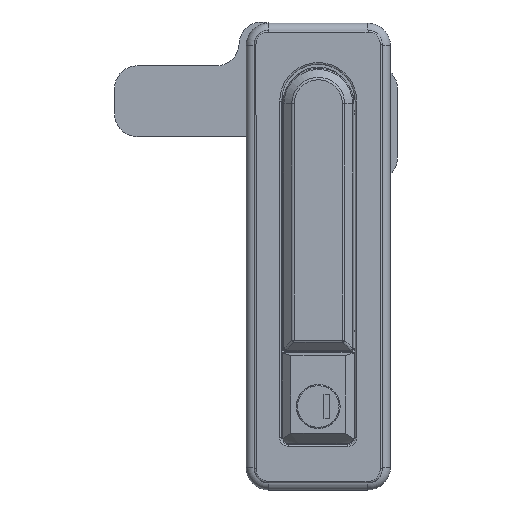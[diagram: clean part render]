
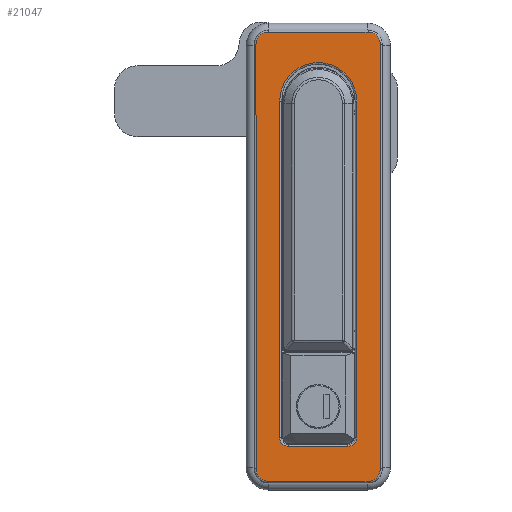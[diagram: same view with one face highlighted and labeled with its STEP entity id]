
A CAD part, top view. The second image highlights one B-rep face of the part: STEP entity #21047.
In plain terms, the highlighted planar face has unit normal (0, 0, 1).
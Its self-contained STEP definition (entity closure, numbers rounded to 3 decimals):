
#170 = EDGE_CURVE ( 'NONE', #22053, #7585, #15967, .T. ) ;
#326 = ORIENTED_EDGE ( 'NONE', *, *, #773, .T. ) ;
#751 = DIRECTION ( 'NONE',  ( 0., 0., 1. ) ) ;
#773 = EDGE_CURVE ( 'NONE', #20050, #4438, #4378, .T. ) ;
#811 = VERTEX_POINT ( 'NONE', #18998 ) ;
#1168 = VERTEX_POINT ( 'NONE', #24796 ) ;
#1372 = CARTESIAN_POINT ( 'NONE',  ( -17.6, 24.4, 0. ) ) ;
#1962 = CIRCLE ( 'NONE', #9163, 3.1 ) ;
#1980 = EDGE_CURVE ( 'NONE', #7585, #811, #8367, .T. ) ;
#2002 = CARTESIAN_POINT ( 'NONE',  ( 0., 0., 0. ) ) ;
#2009 = DIRECTION ( 'NONE',  ( 0., 1., 0. ) ) ;
#2073 = VERTEX_POINT ( 'NONE', #6532 ) ;
#2325 = DIRECTION ( 'NONE',  ( 1., 0., 0. ) ) ;
#2359 = DIRECTION ( 'NONE',  ( 0., 0., 1. ) ) ;
#2643 = DIRECTION ( 'NONE',  ( 1., 0., 0. ) ) ;
#2973 = VERTEX_POINT ( 'NONE', #21505 ) ;
#3087 = ORIENTED_EDGE ( 'NONE', *, *, #12724, .T. ) ;
#3217 = DIRECTION ( 'NONE',  ( 0., -1., 0. ) ) ;
#3455 = AXIS2_PLACEMENT_3D ( 'NONE', #5932, #751, #23512 ) ;
#3596 = ORIENTED_EDGE ( 'NONE', *, *, #21557, .T. ) ;
#3607 = CARTESIAN_POINT ( 'NONE',  ( 17.6, 24.4, 0. ) ) ;
#3760 = VERTEX_POINT ( 'NONE', #19457 ) ;
#3964 = DIRECTION ( 'NONE',  ( -1., 0., 0. ) ) ;
#4378 = CIRCLE ( 'NONE', #9344, 4.4 ) ;
#4438 = VERTEX_POINT ( 'NONE', #19728 ) ;
#4619 = PLANE ( 'NONE',  #9380 ) ;
#4628 = CARTESIAN_POINT ( 'NONE',  ( -13.6, 0., 0. ) ) ;
#4657 = ORIENTED_EDGE ( 'NONE', *, *, #5079, .T. ) ;
#4862 = ORIENTED_EDGE ( 'NONE', *, *, #13467, .T. ) ;
#4961 = DIRECTION ( 'NONE',  ( 0., 0., -1. ) ) ;
#4999 = CARTESIAN_POINT ( 'NONE',  ( -17.6, 20., 0. ) ) ;
#5045 = ORIENTED_EDGE ( 'NONE', *, *, #8535, .T. ) ;
#5079 = EDGE_CURVE ( 'NONE', #3760, #6789, #9157, .T. ) ;
#5258 = DIRECTION ( 'NONE',  ( 0., 0., 1. ) ) ;
#5687 = EDGE_LOOP ( 'NONE', ( #20374, #23744, #4862, #326, #6554, #3596, #17946, #8782 ) ) ;
#5776 = CARTESIAN_POINT ( 'NONE',  ( -22., 0., 0. ) ) ;
#5905 = DIRECTION ( 'NONE',  ( 1., 0., 0. ) ) ;
#5932 = CARTESIAN_POINT ( 'NONE',  ( -17.6, -130., 0. ) ) ;
#6360 = VECTOR ( 'NONE', #3217, 1000. ) ;
#6512 = CARTESIAN_POINT ( 'NONE',  ( -10.5, -119., 0. ) ) ;
#6532 = CARTESIAN_POINT ( 'NONE',  ( -13.6, 0., 0. ) ) ;
#6536 = CARTESIAN_POINT ( 'NONE',  ( -10.5, -122.1, 0. ) ) ;
#6554 = ORIENTED_EDGE ( 'NONE', *, *, #22179, .T. ) ;
#6789 = VERTEX_POINT ( 'NONE', #11747 ) ;
#6815 = EDGE_CURVE ( 'NONE', #811, #14723, #12721, .T. ) ;
#7141 = VECTOR ( 'NONE', #14353, 1000. ) ;
#7222 = LINE ( 'NONE', #4628, #20505 ) ;
#7529 = CARTESIAN_POINT ( 'NONE',  ( 0., 0., 0. ) ) ;
#7585 = VERTEX_POINT ( 'NONE', #23323 ) ;
#7596 = AXIS2_PLACEMENT_3D ( 'NONE', #7529, #4961, #2325 ) ;
#7819 = CARTESIAN_POINT ( 'NONE',  ( 17.6, -130., 0. ) ) ;
#7887 = VERTEX_POINT ( 'NONE', #3607 ) ;
#8292 = CIRCLE ( 'NONE', #16925, 4.4 ) ;
#8367 = LINE ( 'NONE', #5776, #6360 ) ;
#8508 = DIRECTION ( 'NONE',  ( 0., 0., -1. ) ) ;
#8535 = EDGE_CURVE ( 'NONE', #18743, #2073, #7222, .T. ) ;
#8711 = FACE_BOUND ( 'NONE', #21509, .T. ) ;
#8771 = VECTOR ( 'NONE', #14753, 1000. ) ;
#8782 = ORIENTED_EDGE ( 'NONE', *, *, #170, .T. ) ;
#8815 = CARTESIAN_POINT ( 'NONE',  ( -13.6, -119., 0. ) ) ;
#9157 = LINE ( 'NONE', #6536, #13975 ) ;
#9163 = AXIS2_PLACEMENT_3D ( 'NONE', #6512, #8508, #5905 ) ;
#9344 = AXIS2_PLACEMENT_3D ( 'NONE', #7819, #5258, #2643 ) ;
#9380 = AXIS2_PLACEMENT_3D ( 'NONE', #2002, #24807, #22184 ) ;
#9742 = DIRECTION ( 'NONE',  ( 0., -1., 0. ) ) ;
#10361 = EDGE_CURVE ( 'NONE', #7887, #22053, #19544, .T. ) ;
#10456 = CARTESIAN_POINT ( 'NONE',  ( 17.6, -134.4, 0. ) ) ;
#11747 = CARTESIAN_POINT ( 'NONE',  ( -10.5, -122.1, 0. ) ) ;
#11783 = CIRCLE ( 'NONE', #7596, 13.6 ) ;
#12329 = CARTESIAN_POINT ( 'NONE',  ( 13.6, -119., 0. ) ) ;
#12721 = CIRCLE ( 'NONE', #3455, 4.4 ) ;
#12724 = EDGE_CURVE ( 'NONE', #2073, #2973, #11783, .T. ) ;
#13467 = EDGE_CURVE ( 'NONE', #14723, #20050, #19915, .T. ) ;
#13521 = AXIS2_PLACEMENT_3D ( 'NONE', #21671, #19071, #16480 ) ;
#13975 = VECTOR ( 'NONE', #3964, 1000. ) ;
#14353 = DIRECTION ( 'NONE',  ( -1., 0., 0. ) ) ;
#14723 = VERTEX_POINT ( 'NONE', #17378 ) ;
#14753 = DIRECTION ( 'NONE',  ( 1., 0., 0. ) ) ;
#14954 = LINE ( 'NONE', #12329, #18247 ) ;
#15272 = DIRECTION ( 'NONE',  ( 0., 1., 0. ) ) ;
#15967 = CIRCLE ( 'NONE', #22861, 4.4 ) ;
#16480 = DIRECTION ( 'NONE',  ( 1., 0., 0. ) ) ;
#16925 = AXIS2_PLACEMENT_3D ( 'NONE', #24159, #21559, #18960 ) ;
#16964 = CARTESIAN_POINT ( 'NONE',  ( 0., 24.4, 0. ) ) ;
#17317 = CARTESIAN_POINT ( 'NONE',  ( 0., -134.4, 0. ) ) ;
#17378 = CARTESIAN_POINT ( 'NONE',  ( -17.6, -134.4, 0. ) ) ;
#17730 = ORIENTED_EDGE ( 'NONE', *, *, #23864, .T. ) ;
#17838 = CARTESIAN_POINT ( 'NONE',  ( 22., 0., 0. ) ) ;
#17946 = ORIENTED_EDGE ( 'NONE', *, *, #10361, .T. ) ;
#18247 = VECTOR ( 'NONE', #9742, 1000. ) ;
#18347 = CIRCLE ( 'NONE', #13521, 3.1 ) ;
#18586 = EDGE_CURVE ( 'NONE', #6789, #18743, #1962, .T. ) ;
#18743 = VERTEX_POINT ( 'NONE', #8815 ) ;
#18960 = DIRECTION ( 'NONE',  ( 1., 0., 0. ) ) ;
#18998 = CARTESIAN_POINT ( 'NONE',  ( -22., -130., 0. ) ) ;
#19071 = DIRECTION ( 'NONE',  ( 0., 0., -1. ) ) ;
#19457 = CARTESIAN_POINT ( 'NONE',  ( 10.5, -122.1, 0. ) ) ;
#19544 = LINE ( 'NONE', #16964, #7141 ) ;
#19728 = CARTESIAN_POINT ( 'NONE',  ( 22., -130., 0. ) ) ;
#19915 = LINE ( 'NONE', #17317, #8771 ) ;
#20050 = VERTEX_POINT ( 'NONE', #10456 ) ;
#20374 = ORIENTED_EDGE ( 'NONE', *, *, #1980, .T. ) ;
#20462 = LINE ( 'NONE', #17838, #24797 ) ;
#20505 = VECTOR ( 'NONE', #2009, 1000. ) ;
#20509 = CARTESIAN_POINT ( 'NONE',  ( 13.6, -119., 0. ) ) ;
#20560 = VERTEX_POINT ( 'NONE', #20509 ) ;
#21047 = ADVANCED_FACE ( 'NONE', ( #8711, #24279 ), #4619, .T. ) ;
#21505 = CARTESIAN_POINT ( 'NONE',  ( 13.6, 0., 0. ) ) ;
#21509 = EDGE_LOOP ( 'NONE', ( #4657, #23849, #5045, #3087, #17730, #24968 ) ) ;
#21557 = EDGE_CURVE ( 'NONE', #1168, #7887, #8292, .T. ) ;
#21559 = DIRECTION ( 'NONE',  ( 0., 0., 1. ) ) ;
#21671 = CARTESIAN_POINT ( 'NONE',  ( 10.5, -119., 0. ) ) ;
#22053 = VERTEX_POINT ( 'NONE', #1372 ) ;
#22179 = EDGE_CURVE ( 'NONE', #4438, #1168, #20462, .T. ) ;
#22184 = DIRECTION ( 'NONE',  ( 1., 0., 0. ) ) ;
#22861 = AXIS2_PLACEMENT_3D ( 'NONE', #4999, #2359, #25163 ) ;
#23323 = CARTESIAN_POINT ( 'NONE',  ( -22., 20., 0. ) ) ;
#23504 = EDGE_CURVE ( 'NONE', #20560, #3760, #18347, .T. ) ;
#23512 = DIRECTION ( 'NONE',  ( 1., 0., 0. ) ) ;
#23744 = ORIENTED_EDGE ( 'NONE', *, *, #6815, .T. ) ;
#23849 = ORIENTED_EDGE ( 'NONE', *, *, #18586, .T. ) ;
#23864 = EDGE_CURVE ( 'NONE', #2973, #20560, #14954, .T. ) ;
#24159 = CARTESIAN_POINT ( 'NONE',  ( 17.6, 20., 0. ) ) ;
#24279 = FACE_OUTER_BOUND ( 'NONE', #5687, .T. ) ;
#24796 = CARTESIAN_POINT ( 'NONE',  ( 22., 20., 0. ) ) ;
#24797 = VECTOR ( 'NONE', #15272, 1000. ) ;
#24807 = DIRECTION ( 'NONE',  ( 0., 0., 1. ) ) ;
#24968 = ORIENTED_EDGE ( 'NONE', *, *, #23504, .T. ) ;
#25163 = DIRECTION ( 'NONE',  ( 1., 0., 0. ) ) ;
